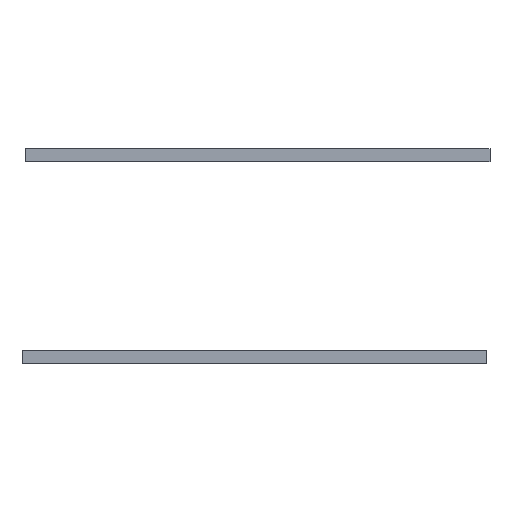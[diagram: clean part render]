
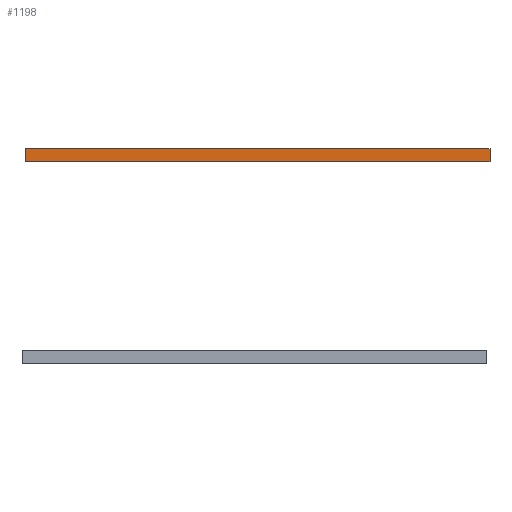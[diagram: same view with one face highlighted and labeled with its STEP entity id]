
A CAD part, left-side view. The second image highlights one B-rep face of the part: STEP entity #1198.
In plain terms, the highlighted planar face has unit normal (-1, 0, 0).
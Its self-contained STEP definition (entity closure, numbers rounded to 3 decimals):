
#225=CARTESIAN_POINT('Vertex',(-254.914,-63.99,0.)) ;
#228=CARTESIAN_POINT('Line Origine',(-254.914,7.369,0.)) ;
#232=CARTESIAN_POINT('Vertex',(-254.914,78.728,0.)) ;
#738=CARTESIAN_POINT('Vertex',(-254.914,78.728,4.)) ;
#741=CARTESIAN_POINT('Line Origine',(-254.914,7.369,4.)) ;
#745=CARTESIAN_POINT('Vertex',(-254.914,-63.99,4.)) ;
#1170=CARTESIAN_POINT('Line Origine',(-254.914,-63.99,2.)) ;
#1182=CARTESIAN_POINT('Axis2P3D Location',(-254.914,78.728,4.)) ;
#1187=CARTESIAN_POINT('Line Origine',(-254.914,78.728,2.)) ;
#229=DIRECTION('Vector Direction',(0.,-1.,0.)) ;
#742=DIRECTION('Vector Direction',(0.,-1.,0.)) ;
#1171=DIRECTION('Vector Direction',(0.,0.,-1.)) ;
#1183=DIRECTION('Axis2P3D Direction',(1.,0.,-0.)) ;
#1184=DIRECTION('Axis2P3D XDirection',(-0.,0.,-1.)) ;
#1188=DIRECTION('Vector Direction',(0.,0.,-1.)) ;
#1185=AXIS2_PLACEMENT_3D('Plane Axis2P3D',#1182,#1183,#1184) ;
#1193=ORIENTED_EDGE('',*,*,#234,.T.) ;
#1194=ORIENTED_EDGE('',*,*,#1174,.F.) ;
#1195=ORIENTED_EDGE('',*,*,#747,.F.) ;
#1196=ORIENTED_EDGE('',*,*,#1191,.T.) ;
#230=VECTOR('Line Direction',#229,1.) ;
#743=VECTOR('Line Direction',#742,1.) ;
#1172=VECTOR('Line Direction',#1171,1.) ;
#1189=VECTOR('Line Direction',#1188,1.) ;
#1198=ADVANCED_FACE('Saliente-Extruir1',(#1197),#1186,.F.) ;
#234=EDGE_CURVE('',#233,#226,#231,.T.) ;
#747=EDGE_CURVE('',#739,#746,#744,.T.) ;
#1174=EDGE_CURVE('',#746,#226,#1173,.T.) ;
#1191=EDGE_CURVE('',#739,#233,#1190,.T.) ;
#1192=EDGE_LOOP('',(#1193,#1194,#1195,#1196)) ;
#1197=FACE_OUTER_BOUND('',#1192,.T.) ;
#231=LINE('Line',#228,#230) ;
#744=LINE('Line',#741,#743) ;
#1173=LINE('Line',#1170,#1172) ;
#1190=LINE('Line',#1187,#1189) ;
#1186=PLANE('Plane',#1185) ;
#226=VERTEX_POINT('',#225) ;
#233=VERTEX_POINT('',#232) ;
#739=VERTEX_POINT('',#738) ;
#746=VERTEX_POINT('',#745) ;
